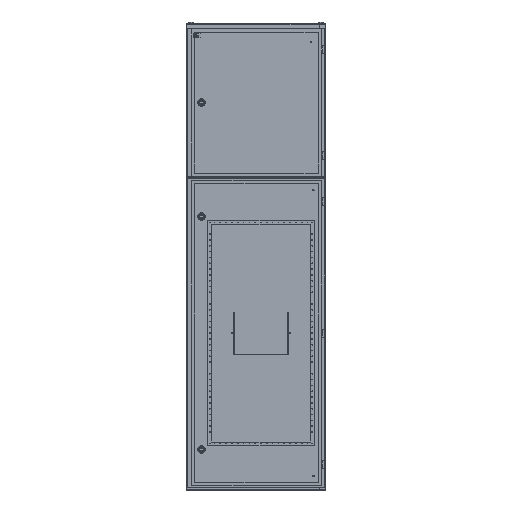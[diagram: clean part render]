
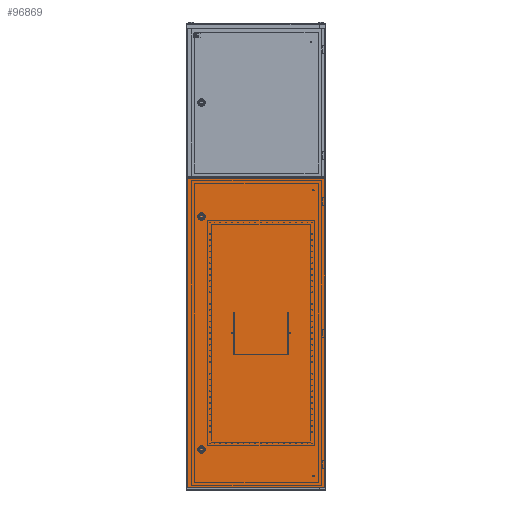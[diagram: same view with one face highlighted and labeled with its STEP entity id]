
A CAD part, top view. The second image highlights one B-rep face of the part: STEP entity #96869.
In plain terms, the highlighted planar face has unit normal (0, 0, 1).
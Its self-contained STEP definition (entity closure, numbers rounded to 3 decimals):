
#1631 = CARTESIAN_POINT ( 'NONE',  ( 590.5, -663.5, 0. ) ) ;
#3364 = DIRECTION ( 'NONE',  ( -1., 0., 0. ) ) ;
#3569 = VERTEX_POINT ( 'NONE', #63201 ) ;
#3744 = ORIENTED_EDGE ( 'NONE', *, *, #25946, .F. ) ;
#5506 = LINE ( 'NONE', #104151, #69896 ) ;
#8698 = VERTEX_POINT ( 'NONE', #1631 ) ;
#10939 = CARTESIAN_POINT ( 'NONE',  ( 590.5, 663.5, 0. ) ) ;
#13943 = ORIENTED_EDGE ( 'NONE', *, *, #30500, .F. ) ;
#15077 = PLANE ( 'NONE',  #71736 ) ;
#16045 = ORIENTED_EDGE ( 'NONE', *, *, #41912, .F. ) ;
#16301 = DIRECTION ( 'NONE',  ( -1., 0., 0. ) ) ;
#18231 = VERTEX_POINT ( 'NONE', #72532 ) ;
#19182 = LINE ( 'NONE', #10939, #70595 ) ;
#21122 = EDGE_LOOP ( 'NONE', ( #21884, #39086, #58015, #43831 ) ) ;
#21174 = AXIS2_PLACEMENT_3D ( 'NONE', #48029, #65074, #3364 ) ;
#21884 = ORIENTED_EDGE ( 'NONE', *, *, #28211, .T. ) ;
#23092 = EDGE_LOOP ( 'NONE', ( #16045, #3744 ) ) ;
#24986 = CIRCLE ( 'NONE', #111214, 1.5 ) ;
#25946 = EDGE_CURVE ( 'NONE', #51130, #75618, #99629, .T. ) ;
#27314 = EDGE_CURVE ( 'NONE', #51885, #8698, #5506, .T. ) ;
#28211 = EDGE_CURVE ( 'NONE', #85697, #51885, #48453, .T. ) ;
#30500 = EDGE_CURVE ( 'NONE', #3569, #18231, #40195, .T. ) ;
#33828 = ORIENTED_EDGE ( 'NONE', *, *, #51740, .F. ) ;
#39086 = ORIENTED_EDGE ( 'NONE', *, *, #27314, .T. ) ;
#40195 = CIRCLE ( 'NONE', #107674, 1.5 ) ;
#41912 = EDGE_CURVE ( 'NONE', #75618, #51130, #24986, .T. ) ;
#43831 = ORIENTED_EDGE ( 'NONE', *, *, #99623, .T. ) ;
#44819 = FACE_BOUND ( 'NONE', #23092, .T. ) ;
#45475 = CARTESIAN_POINT ( 'NONE',  ( 0., 663.5, 0. ) ) ;
#48029 = CARTESIAN_POINT ( 'NONE',  ( 60., -500., 0. ) ) ;
#48453 = LINE ( 'NONE', #91908, #55071 ) ;
#49032 = DIRECTION ( 'NONE',  ( 0., -1., 0. ) ) ;
#50315 = FACE_BOUND ( 'NONE', #114237, .T. ) ;
#50906 = DIRECTION ( 'NONE',  ( 0., 0., 1. ) ) ;
#51128 = DIRECTION ( 'NONE',  ( 1., 0., 0. ) ) ;
#51130 = VERTEX_POINT ( 'NONE', #89307 ) ;
#51740 = EDGE_CURVE ( 'NONE', #18231, #3569, #103633, .T. ) ;
#51885 = VERTEX_POINT ( 'NONE', #105492 ) ;
#54220 = CARTESIAN_POINT ( 'NONE',  ( 0., 0., 0. ) ) ;
#54490 = DIRECTION ( 'NONE',  ( 1., 0., 0. ) ) ;
#55071 = VECTOR ( 'NONE', #49032, 1000. ) ;
#55417 = VECTOR ( 'NONE', #100041, 1000. ) ;
#58015 = ORIENTED_EDGE ( 'NONE', *, *, #101408, .T. ) ;
#58416 = AXIS2_PLACEMENT_3D ( 'NONE', #71617, #105696, #51128 ) ;
#60947 = CARTESIAN_POINT ( 'NONE',  ( 60., -500., 0. ) ) ;
#61868 = FACE_OUTER_BOUND ( 'NONE', #21122, .T. ) ;
#62442 = DIRECTION ( 'NONE',  ( 1., 0., 0. ) ) ;
#63201 = CARTESIAN_POINT ( 'NONE',  ( 58.5, -500., 0. ) ) ;
#65074 = DIRECTION ( 'NONE',  ( 0., 0., 1. ) ) ;
#65378 = CARTESIAN_POINT ( 'NONE',  ( 590.5, 663.5, 0. ) ) ;
#69896 = VECTOR ( 'NONE', #76572, 1000. ) ;
#70595 = VECTOR ( 'NONE', #81996, 1000. ) ;
#71617 = CARTESIAN_POINT ( 'NONE',  ( 60., 500., 0. ) ) ;
#71736 = AXIS2_PLACEMENT_3D ( 'NONE', #54220, #50906, #62442 ) ;
#72532 = CARTESIAN_POINT ( 'NONE',  ( 61.5, -500., 0. ) ) ;
#75618 = VERTEX_POINT ( 'NONE', #86221 ) ;
#76572 = DIRECTION ( 'NONE',  ( 1., 0., 0. ) ) ;
#81487 = DIRECTION ( 'NONE',  ( 0., 0., 1. ) ) ;
#81996 = DIRECTION ( 'NONE',  ( 0., 1., 0. ) ) ;
#85697 = VERTEX_POINT ( 'NONE', #93889 ) ;
#86221 = CARTESIAN_POINT ( 'NONE',  ( 61.5, 500., 0. ) ) ;
#89307 = CARTESIAN_POINT ( 'NONE',  ( 58.5, 500., 0. ) ) ;
#89785 = VERTEX_POINT ( 'NONE', #65378 ) ;
#91235 = LINE ( 'NONE', #45475, #55417 ) ;
#91908 = CARTESIAN_POINT ( 'NONE',  ( 0., 663.5, 0. ) ) ;
#93889 = CARTESIAN_POINT ( 'NONE',  ( 0., 663.5, 0. ) ) ;
#96709 = DIRECTION ( 'NONE',  ( 0., 0., 1. ) ) ;
#96869 = ADVANCED_FACE ( 'NONE', ( #50315, #44819, #61868 ), #15077, .T. ) ;
#97914 = CARTESIAN_POINT ( 'NONE',  ( 60., 500., 0. ) ) ;
#99623 = EDGE_CURVE ( 'NONE', #89785, #85697, #91235, .T. ) ;
#99629 = CIRCLE ( 'NONE', #58416, 1.5 ) ;
#100041 = DIRECTION ( 'NONE',  ( -1., 0., 0. ) ) ;
#101408 = EDGE_CURVE ( 'NONE', #8698, #89785, #19182, .T. ) ;
#103633 = CIRCLE ( 'NONE', #21174, 1.5 ) ;
#104151 = CARTESIAN_POINT ( 'NONE',  ( 0., -663.5, 0. ) ) ;
#105492 = CARTESIAN_POINT ( 'NONE',  ( 0., -663.5, 0. ) ) ;
#105696 = DIRECTION ( 'NONE',  ( 0., 0., 1. ) ) ;
#107674 = AXIS2_PLACEMENT_3D ( 'NONE', #60947, #96709, #16301 ) ;
#111214 = AXIS2_PLACEMENT_3D ( 'NONE', #97914, #81487, #54490 ) ;
#114237 = EDGE_LOOP ( 'NONE', ( #33828, #13943 ) ) ;
